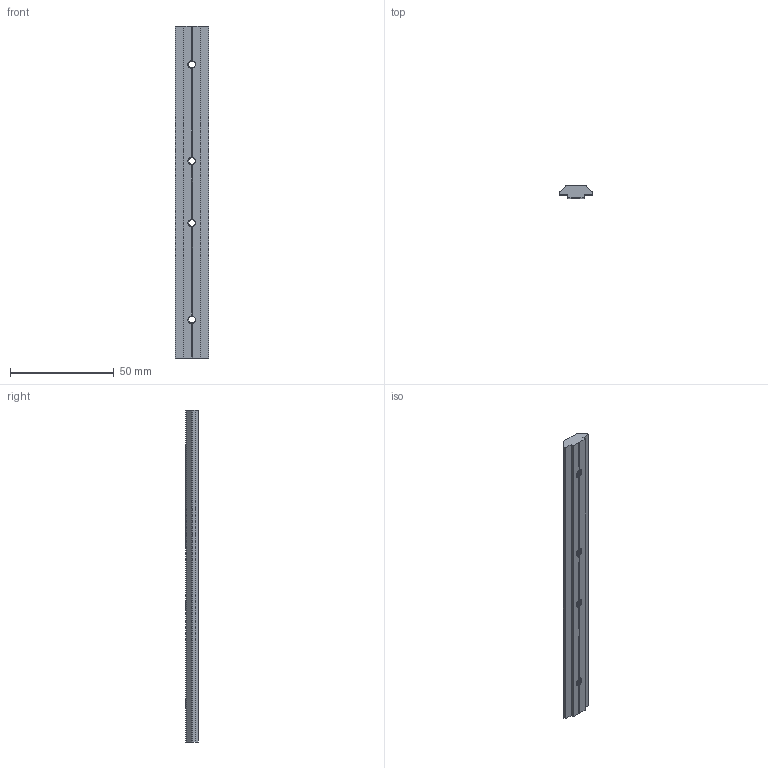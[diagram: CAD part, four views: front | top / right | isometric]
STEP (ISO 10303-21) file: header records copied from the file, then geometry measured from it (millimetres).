
FILE_DESCRIPTION(/* description */ (''),/* implementation_level */ '2;1');
FILE_NAME(/* name */ 'Линейный соединитель 8 паз 160мм.step',/* time_stamp */ '2022-10-06T17:54:17+03:00',/* author */ (''),/* organization */ (''),/* preprocessor_version */ 'ST-DEVELOPER v19',/* originating_system */ 'Autodesk Translation Framework v11.7.0.108',/* authorisation */ '');
FILE_SCHEMA (('AUTOMOTIVE_DESIGN { 1 0 10303 214 3 1 1 }'));
Length unit declared in the file: millimetre
Products named in the file (1): (Unsaved)
Bounding box: 16 x 6 x 160 mm (x, y, z)
Volume: 11726.3 mm3; surface area: 6993.1 mm2
Topology: 1 solids, 1 shells, 124 faces, 378 edges, 252 vertices
Faces by surface type: cylinder 85, plane 23, bspline 16
Full cylindrical faces by diameter (mm): 3.332 x12, 4.109 x16
Entity records: 9317 total; most frequent: CARTESIAN_POINT 6327, ORIENTED_EDGE 756, DIRECTION 414, EDGE_CURVE 378, VERTEX_POINT 252, B_SPLINE_CURVE_WITH_KNOTS 216, AXIS2_PLACEMENT_3D 143, EDGE_LOOP 128
